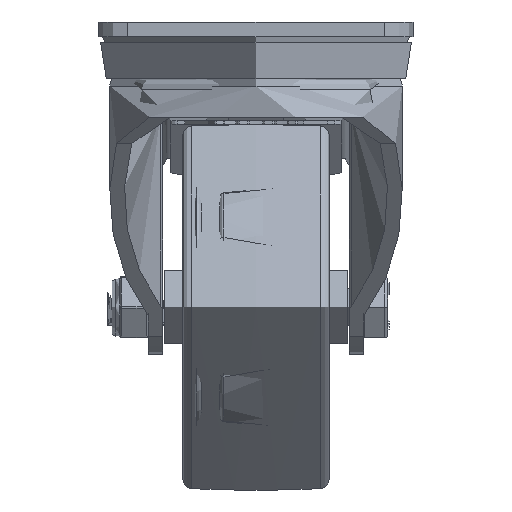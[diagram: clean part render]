
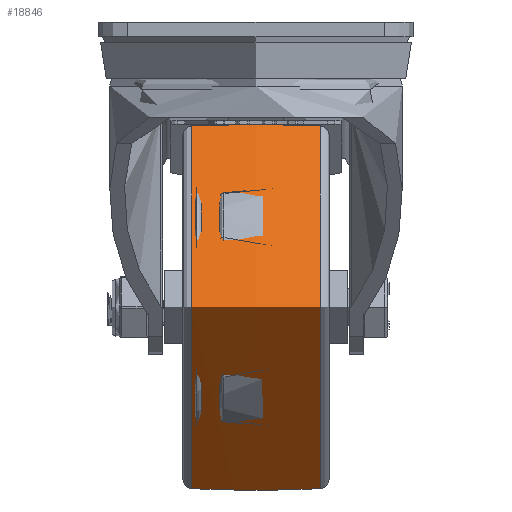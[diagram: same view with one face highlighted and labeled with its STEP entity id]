
A CAD part, left-side view. The second image highlights one B-rep face of the part: STEP entity #18846.
In plain terms, the highlighted free-form (B-spline) face has degree [2, 2] with [3, 9] control points.
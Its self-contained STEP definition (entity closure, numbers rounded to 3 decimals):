
#99=(
BOUNDED_SURFACE()
B_SPLINE_SURFACE(2,2,((#29928,#29929,#29930,#29931,#29932,#29933,#29934,
#29935,#29936),(#29937,#29938,#29939,#29940,#29941,#29942,#29943,#29944,
#29945),(#29946,#29947,#29948,#29949,#29950,#29951,#29952,#29953,#29954)),
 .UNSPECIFIED.,.F.,.T.,.F.)
B_SPLINE_SURFACE_WITH_KNOTS((3,3),(3,2,2,2,3),(-0.044,0.044),
(-3.142,-1.571,0.,1.571,3.142),
 .UNSPECIFIED.)
GEOMETRIC_REPRESENTATION_ITEM()
RATIONAL_B_SPLINE_SURFACE(((1.,0.707,1.,0.707,1.,
0.707,1.,0.707,1.),(0.999,0.706,
0.999,0.706,0.999,0.706,0.999,
0.706,0.999),(1.,0.707,1.,0.707,
1.,0.707,1.,0.707,1.)))
REPRESENTATION_ITEM('')
SURFACE()
);
#2497=FACE_OUTER_BOUND('',#3670,.T.);
#3670=EDGE_LOOP('',(#14704,#14705,#14706,#14707));
#7408=CIRCLE('',#20564,49.612);
#7409=CIRCLE('',#20565,400.25);
#7410=CIRCLE('',#20566,49.612);
#8625=VERTEX_POINT('',#29925);
#8626=VERTEX_POINT('',#29955);
#10808=EDGE_CURVE('',#8625,#8625,#7408,.T.);
#10809=EDGE_CURVE('',#8625,#8626,#7409,.T.);
#10810=EDGE_CURVE('',#8626,#8626,#7410,.T.);
#14704=ORIENTED_EDGE('',*,*,#10808,.F.);
#14705=ORIENTED_EDGE('',*,*,#10809,.T.);
#14706=ORIENTED_EDGE('',*,*,#10810,.T.);
#14707=ORIENTED_EDGE('',*,*,#10809,.F.);
#18846=ADVANCED_FACE('',(#2497),#99,.F.);
#20564=AXIS2_PLACEMENT_3D('',#29927,#23770,#23771);
#20565=AXIS2_PLACEMENT_3D('',#29956,#23772,#23773);
#20566=AXIS2_PLACEMENT_3D('',#29957,#23774,#23775);
#23770=DIRECTION('center_axis',(0.,1.,0.));
#23771=DIRECTION('ref_axis',(0.,0.,1.));
#23772=DIRECTION('center_axis',(-1.,0.,0.));
#23773=DIRECTION('ref_axis',(0.,0.,-1.));
#23774=DIRECTION('center_axis',(0.,1.,0.));
#23775=DIRECTION('ref_axis',(0.,0.,1.));
#29925=CARTESIAN_POINT('',(0.,17.61,-49.612));
#29927=CARTESIAN_POINT('Origin',(0.,17.61,0.));
#29928=CARTESIAN_POINT('Ctrl Pts',(0.,-17.61,-49.612));
#29929=CARTESIAN_POINT('Ctrl Pts',(-49.612,-17.61,
-49.612));
#29930=CARTESIAN_POINT('Ctrl Pts',(-49.612,-17.61,
0.));
#29931=CARTESIAN_POINT('Ctrl Pts',(-49.612,-17.61,
49.612));
#29932=CARTESIAN_POINT('Ctrl Pts',(0.,-17.61,49.612));
#29933=CARTESIAN_POINT('Ctrl Pts',(49.612,-17.61,49.612));
#29934=CARTESIAN_POINT('Ctrl Pts',(49.612,-17.61,0.));
#29935=CARTESIAN_POINT('Ctrl Pts',(49.612,-17.61,-49.612));
#29936=CARTESIAN_POINT('Ctrl Pts',(0.,-17.61,-49.612));
#29937=CARTESIAN_POINT('Ctrl Pts',(0.,0.,-50.388));
#29938=CARTESIAN_POINT('Ctrl Pts',(-50.388,0.,
-50.388));
#29939=CARTESIAN_POINT('Ctrl Pts',(-50.388,0.,
0.));
#29940=CARTESIAN_POINT('Ctrl Pts',(-50.388,0.,
50.388));
#29941=CARTESIAN_POINT('Ctrl Pts',(0.,0.,50.388));
#29942=CARTESIAN_POINT('Ctrl Pts',(50.388,0.,
50.388));
#29943=CARTESIAN_POINT('Ctrl Pts',(50.388,0.,
0.));
#29944=CARTESIAN_POINT('Ctrl Pts',(50.388,0.,
-50.388));
#29945=CARTESIAN_POINT('Ctrl Pts',(0.,0.,-50.388));
#29946=CARTESIAN_POINT('Ctrl Pts',(0.,17.61,-49.612));
#29947=CARTESIAN_POINT('Ctrl Pts',(-49.612,17.61,-49.612));
#29948=CARTESIAN_POINT('Ctrl Pts',(-49.612,17.61,0.));
#29949=CARTESIAN_POINT('Ctrl Pts',(-49.612,17.61,49.612));
#29950=CARTESIAN_POINT('Ctrl Pts',(0.,17.61,49.612));
#29951=CARTESIAN_POINT('Ctrl Pts',(49.612,17.61,49.612));
#29952=CARTESIAN_POINT('Ctrl Pts',(49.612,17.61,0.));
#29953=CARTESIAN_POINT('Ctrl Pts',(49.612,17.61,-49.612));
#29954=CARTESIAN_POINT('Ctrl Pts',(0.,17.61,-49.612));
#29955=CARTESIAN_POINT('',(0.,-17.61,-49.612));
#29956=CARTESIAN_POINT('Origin',(0.,0.,
350.25));
#29957=CARTESIAN_POINT('Origin',(0.,-17.61,0.));
